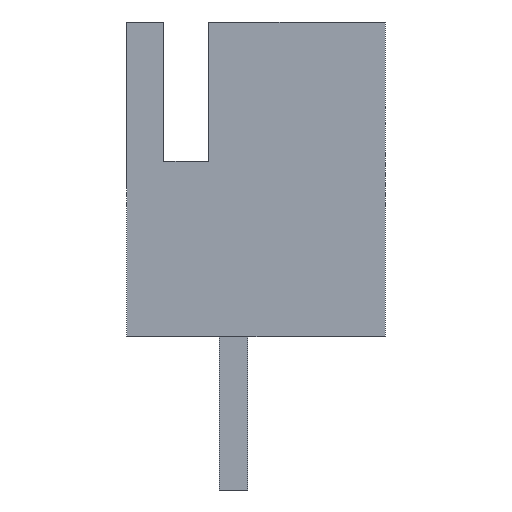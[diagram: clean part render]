
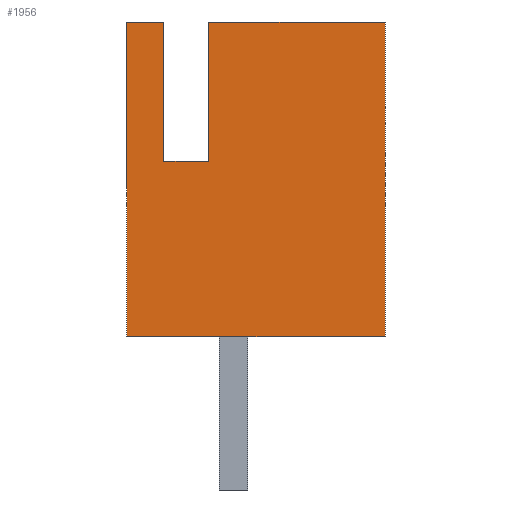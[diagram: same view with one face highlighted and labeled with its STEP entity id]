
A CAD part, left-side view. The second image highlights one B-rep face of the part: STEP entity #1956.
In plain terms, the highlighted planar face has unit normal (-1, 0, 0).
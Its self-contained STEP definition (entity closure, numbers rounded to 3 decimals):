
#383 = VERTEX_POINT('',#384);
#384 = CARTESIAN_POINT('',(-26.2,-3.375,0.1));
#390 = EDGE_CURVE('',#391,#383,#393,.T.);
#391 = VERTEX_POINT('',#392);
#392 = CARTESIAN_POINT('',(-26.2,2.375,0.1));
#393 = LINE('',#394,#395);
#394 = CARTESIAN_POINT('',(-26.2,2.375,0.1));
#395 = VECTOR('',#396,1.);
#396 = DIRECTION('',(0.,-1.,0.));
#1473 = VERTEX_POINT('',#1474);
#1474 = CARTESIAN_POINT('',(-26.2,1.55,7.1));
#1491 = VERTEX_POINT('',#1492);
#1492 = CARTESIAN_POINT('',(-26.2,2.375,7.1));
#1498 = EDGE_CURVE('',#1473,#1491,#1499,.T.);
#1499 = LINE('',#1500,#1501);
#1500 = CARTESIAN_POINT('',(-26.2,2.375,7.1));
#1501 = VECTOR('',#1502,1.);
#1502 = DIRECTION('',(0.,1.,0.));
#1686 = EDGE_CURVE('',#1491,#391,#1687,.T.);
#1687 = LINE('',#1688,#1689);
#1688 = CARTESIAN_POINT('',(-26.2,2.375,0.1));
#1689 = VECTOR('',#1690,1.);
#1690 = DIRECTION('',(0.,0.,-1.));
#1709 = VERTEX_POINT('',#1710);
#1710 = CARTESIAN_POINT('',(-26.2,-3.375,7.1));
#1716 = EDGE_CURVE('',#383,#1709,#1717,.T.);
#1717 = LINE('',#1718,#1719);
#1718 = CARTESIAN_POINT('',(-26.2,-3.375,0.1));
#1719 = VECTOR('',#1720,1.);
#1720 = DIRECTION('',(0.,0.,1.));
#1757 = VERTEX_POINT('',#1758);
#1758 = CARTESIAN_POINT('',(-26.2,0.55,7.1));
#1764 = EDGE_CURVE('',#1709,#1757,#1765,.T.);
#1765 = LINE('',#1766,#1767);
#1766 = CARTESIAN_POINT('',(-26.2,0.55,7.1));
#1767 = VECTOR('',#1768,1.);
#1768 = DIRECTION('',(0.,1.,0.));
#1795 = VERTEX_POINT('',#1796);
#1796 = CARTESIAN_POINT('',(-26.2,0.55,4.));
#1802 = EDGE_CURVE('',#1757,#1795,#1803,.T.);
#1803 = LINE('',#1804,#1805);
#1804 = CARTESIAN_POINT('',(-26.2,0.55,4.));
#1805 = VECTOR('',#1806,1.);
#1806 = DIRECTION('',(0.,0.,-1.));
#1826 = VERTEX_POINT('',#1827);
#1827 = CARTESIAN_POINT('',(-26.2,1.55,4.));
#1833 = EDGE_CURVE('',#1795,#1826,#1834,.T.);
#1834 = LINE('',#1835,#1836);
#1835 = CARTESIAN_POINT('',(-26.2,1.55,4.));
#1836 = VECTOR('',#1837,1.);
#1837 = DIRECTION('',(0.,1.,0.));
#1864 = EDGE_CURVE('',#1826,#1473,#1865,.T.);
#1865 = LINE('',#1866,#1867);
#1866 = CARTESIAN_POINT('',(-26.2,1.55,7.1));
#1867 = VECTOR('',#1868,1.);
#1868 = DIRECTION('',(0.,0.,1.));
#1956 = ADVANCED_FACE('',(#1957),#1967,.F.);
#1957 = FACE_BOUND('',#1958,.T.);
#1958 = EDGE_LOOP('',(#1959,#1960,#1961,#1962,#1963,#1964,#1965,#1966));
#1959 = ORIENTED_EDGE('',*,*,#1686,.T.);
#1960 = ORIENTED_EDGE('',*,*,#390,.T.);
#1961 = ORIENTED_EDGE('',*,*,#1716,.T.);
#1962 = ORIENTED_EDGE('',*,*,#1764,.T.);
#1963 = ORIENTED_EDGE('',*,*,#1802,.T.);
#1964 = ORIENTED_EDGE('',*,*,#1833,.T.);
#1965 = ORIENTED_EDGE('',*,*,#1864,.T.);
#1966 = ORIENTED_EDGE('',*,*,#1498,.T.);
#1967 = PLANE('',#1968);
#1968 = AXIS2_PLACEMENT_3D('',#1969,#1970,#1971);
#1969 = CARTESIAN_POINT('',(-26.2,2.375,7.1));
#1970 = DIRECTION('',(1.,0.,0.));
#1971 = DIRECTION('',(0.,1.,0.));
